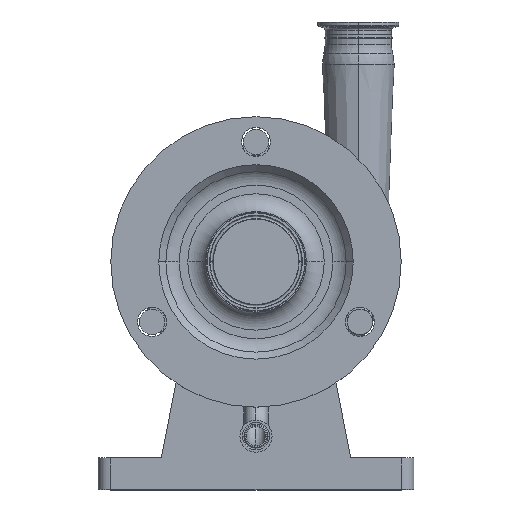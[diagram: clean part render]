
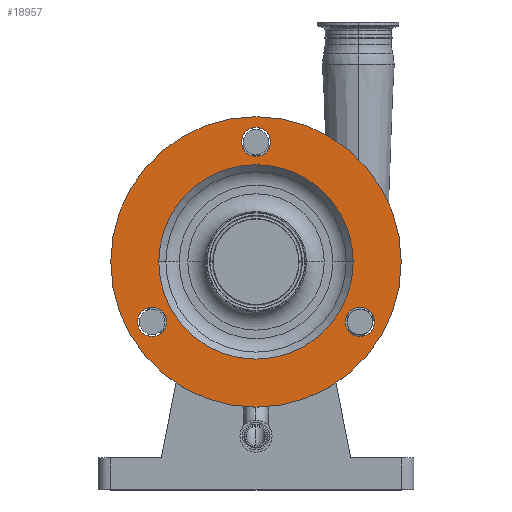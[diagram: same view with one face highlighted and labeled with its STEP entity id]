
A CAD part, top view. The second image highlights one B-rep face of the part: STEP entity #18957.
In plain terms, the highlighted planar face has unit normal (0, 0, 1).
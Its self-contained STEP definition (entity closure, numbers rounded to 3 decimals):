
#2545 = DIRECTION ( 'NONE',  ( -0.5, -0.866, 0. ) ) ;
#2546 = DIRECTION ( 'NONE',  ( 0., 0., 1. ) ) ;
#2547 = CARTESIAN_POINT ( 'NONE',  ( 82.272, -47.5, 215. ) ) ;
#2548 = AXIS2_PLACEMENT_3D ( 'NONE', #2547, #2546, #2545 ) ;
#2553 = CIRCLE ( 'NONE', #2548, 11.5 ) ;
#2638 = DIRECTION ( 'NONE',  ( 0., 0., -1. ) ) ;
#2639 = DIRECTION ( 'NONE',  ( 1., 0., 0. ) ) ;
#2640 = DIRECTION ( 'NONE',  ( 0., 0., 1. ) ) ;
#2641 = CARTESIAN_POINT ( 'NONE',  ( 0., 0., 215. ) ) ;
#2654 = CIRCLE ( 'NONE', #2656, 77. ) ;
#2656 = AXIS2_PLACEMENT_3D ( 'NONE', #2641, #2640, #2639 ) ;
#2659 = CARTESIAN_POINT ( 'NONE',  ( 0., 95., 215. ) ) ;
#2665 = CARTESIAN_POINT ( 'NONE',  ( 0., 39., 215. ) ) ;
#2666 = FACE_BOUND ( 'NONE', #18946, .T. ) ;
#2667 = AXIS2_PLACEMENT_3D ( 'NONE', #2665, #2638, #2721 ) ;
#2672 = PLANE ( 'NONE',  #2667 ) ;
#2673 = FACE_BOUND ( 'NONE', #18912, .T. ) ;
#2675 = FACE_BOUND ( 'NONE', #18977, .T. ) ;
#2679 = FACE_BOUND ( 'NONE', #18907, .T. ) ;
#2681 = CIRCLE ( 'NONE', #2720, 11.5 ) ;
#2690 = FACE_OUTER_BOUND ( 'NONE', #18962, .T. ) ;
#2699 = DIRECTION ( 'NONE',  ( 1., 0., 0. ) ) ;
#2700 = DIRECTION ( 'NONE',  ( 0., 0., 1. ) ) ;
#2701 = CARTESIAN_POINT ( 'NONE',  ( 0., 0., 215. ) ) ;
#2702 = AXIS2_PLACEMENT_3D ( 'NONE', #2701, #2700, #2699 ) ;
#2706 = CIRCLE ( 'NONE', #2702, 115. ) ;
#2715 = DIRECTION ( 'NONE',  ( -0.5, 0.866, 0. ) ) ;
#2716 = DIRECTION ( 'NONE',  ( 0., 0., 1. ) ) ;
#2717 = CARTESIAN_POINT ( 'NONE',  ( -82.272, -47.5, 215. ) ) ;
#2718 = AXIS2_PLACEMENT_3D ( 'NONE', #2717, #2716, #2715 ) ;
#2719 = DIRECTION ( 'NONE',  ( 0., 0., 1. ) ) ;
#2720 = AXIS2_PLACEMENT_3D ( 'NONE', #2659, #2719, #2722 ) ;
#2721 = DIRECTION ( 'NONE',  ( -1., 0., 0. ) ) ;
#2722 = DIRECTION ( 'NONE',  ( 1., 0., 0. ) ) ;
#2723 = CIRCLE ( 'NONE', #2718, 11.5 ) ;
#10350 = VERTEX_POINT ( 'NONE', #22441 ) ;
#10363 = VERTEX_POINT ( 'NONE', #21848 ) ;
#10387 = EDGE_CURVE ( 'NONE', #10363, #10350, #22774, .T. ) ;
#17482 = VERTEX_POINT ( 'NONE', #23509 ) ;
#17487 = VERTEX_POINT ( 'NONE', #23506 ) ;
#17492 = VERTEX_POINT ( 'NONE', #23500 ) ;
#17493 = VERTEX_POINT ( 'NONE', #23494 ) ;
#17496 = EDGE_CURVE ( 'NONE', #17492, #17482, #23505, .T. ) ;
#17500 = VERTEX_POINT ( 'NONE', #23493 ) ;
#17508 = EDGE_CURVE ( 'NONE', #17500, #17487, #23525, .T. ) ;
#17515 = VERTEX_POINT ( 'NONE', #23577 ) ;
#17522 = VERTEX_POINT ( 'NONE', #23579 ) ;
#17526 = EDGE_CURVE ( 'NONE', #17493, #17515, #23617, .T. ) ;
#17529 = VERTEX_POINT ( 'NONE', #23562 ) ;
#17532 = EDGE_CURVE ( 'NONE', #17529, #17522, #23560, .T. ) ;
#18871 = EDGE_CURVE ( 'NONE', #17482, #17492, #2553, .T. ) ;
#18907 = EDGE_LOOP ( 'NONE', ( #18960, #18931 ) ) ;
#18912 = EDGE_LOOP ( 'NONE', ( #18958, #18964 ) ) ;
#18917 = EDGE_CURVE ( 'NONE', #10350, #10363, #2654, .T. ) ;
#18931 = ORIENTED_EDGE ( 'NONE', *, *, #17526, .F. ) ;
#18946 = EDGE_LOOP ( 'NONE', ( #18952, #18953 ) ) ;
#18950 = ORIENTED_EDGE ( 'NONE', *, *, #18971, .T. ) ;
#18952 = ORIENTED_EDGE ( 'NONE', *, *, #18917, .F. ) ;
#18953 = ORIENTED_EDGE ( 'NONE', *, *, #10387, .F. ) ;
#18957 = ADVANCED_FACE ( 'NONE', ( #2675, #2673, #2679, #2690, #2666 ), #2672, .F. ) ;
#18958 = ORIENTED_EDGE ( 'NONE', *, *, #18961, .F. ) ;
#18959 = ORIENTED_EDGE ( 'NONE', *, *, #17496, .F. ) ;
#18960 = ORIENTED_EDGE ( 'NONE', *, *, #18965, .F. ) ;
#18961 = EDGE_CURVE ( 'NONE', #17487, #17500, #2723, .T. ) ;
#18962 = EDGE_LOOP ( 'NONE', ( #18963, #18950 ) ) ;
#18963 = ORIENTED_EDGE ( 'NONE', *, *, #17532, .T. ) ;
#18964 = ORIENTED_EDGE ( 'NONE', *, *, #17508, .F. ) ;
#18965 = EDGE_CURVE ( 'NONE', #17515, #17493, #2681, .T. ) ;
#18971 = EDGE_CURVE ( 'NONE', #17522, #17529, #2706, .T. ) ;
#18975 = ORIENTED_EDGE ( 'NONE', *, *, #18871, .F. ) ;
#18977 = EDGE_LOOP ( 'NONE', ( #18975, #18959 ) ) ;
#21848 = CARTESIAN_POINT ( 'NONE',  ( -77., 0., 215. ) ) ;
#22441 = CARTESIAN_POINT ( 'NONE',  ( 77., 0., 215. ) ) ;
#22720 = AXIS2_PLACEMENT_3D ( 'NONE', #22746, #22745, #22744 ) ;
#22744 = DIRECTION ( 'NONE',  ( 1., 0., 0. ) ) ;
#22745 = DIRECTION ( 'NONE',  ( 0., 0., 1. ) ) ;
#22746 = CARTESIAN_POINT ( 'NONE',  ( 0., 0., 215. ) ) ;
#22774 = CIRCLE ( 'NONE', #22720, 77. ) ;
#23493 = CARTESIAN_POINT ( 'NONE',  ( -76.522, -57.459, 215. ) ) ;
#23494 = CARTESIAN_POINT ( 'NONE',  ( -11.5, 95., 215. ) ) ;
#23495 = AXIS2_PLACEMENT_3D ( 'NONE', #23550, #23546, #23545 ) ;
#23500 = CARTESIAN_POINT ( 'NONE',  ( 88.022, -37.541, 215. ) ) ;
#23505 = CIRCLE ( 'NONE', #23495, 11.5 ) ;
#23506 = CARTESIAN_POINT ( 'NONE',  ( -88.022, -37.541, 215. ) ) ;
#23509 = CARTESIAN_POINT ( 'NONE',  ( 76.522, -57.459, 215. ) ) ;
#23520 = DIRECTION ( 'NONE',  ( -0.5, 0.866, 0. ) ) ;
#23521 = DIRECTION ( 'NONE',  ( 0., 0., 1. ) ) ;
#23522 = CARTESIAN_POINT ( 'NONE',  ( -82.272, -47.5, 215. ) ) ;
#23524 = AXIS2_PLACEMENT_3D ( 'NONE', #23522, #23521, #23520 ) ;
#23525 = CIRCLE ( 'NONE', #23524, 11.5 ) ;
#23545 = DIRECTION ( 'NONE',  ( -0.5, -0.866, 0. ) ) ;
#23546 = DIRECTION ( 'NONE',  ( 0., 0., 1. ) ) ;
#23550 = CARTESIAN_POINT ( 'NONE',  ( 82.272, -47.5, 215. ) ) ;
#23560 = CIRCLE ( 'NONE', #23600, 115. ) ;
#23562 = CARTESIAN_POINT ( 'NONE',  ( 115., 0., 215. ) ) ;
#23567 = CARTESIAN_POINT ( 'NONE',  ( 0., 95., 215. ) ) ;
#23577 = CARTESIAN_POINT ( 'NONE',  ( 11.5, 95., 215. ) ) ;
#23579 = CARTESIAN_POINT ( 'NONE',  ( -115., 0., 215. ) ) ;
#23599 = DIRECTION ( 'NONE',  ( 1., 0., 0. ) ) ;
#23600 = AXIS2_PLACEMENT_3D ( 'NONE', #23605, #23606, #23599 ) ;
#23605 = CARTESIAN_POINT ( 'NONE',  ( 0., 0., 215. ) ) ;
#23606 = DIRECTION ( 'NONE',  ( 0., 0., 1. ) ) ;
#23614 = DIRECTION ( 'NONE',  ( 1., 0., 0. ) ) ;
#23615 = DIRECTION ( 'NONE',  ( 0., 0., 1. ) ) ;
#23616 = AXIS2_PLACEMENT_3D ( 'NONE', #23567, #23615, #23614 ) ;
#23617 = CIRCLE ( 'NONE', #23616, 11.5 ) ;
